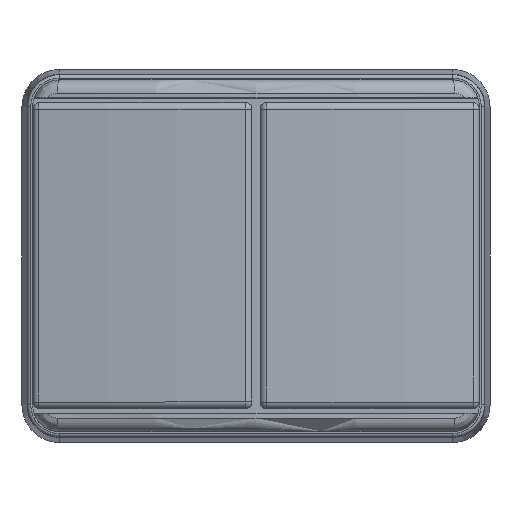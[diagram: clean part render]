
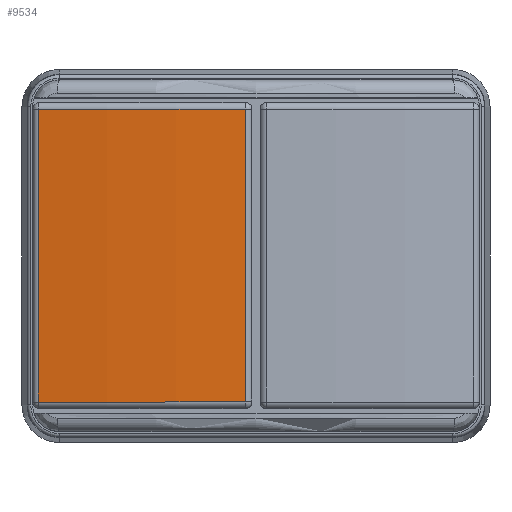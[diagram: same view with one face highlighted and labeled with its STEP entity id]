
A CAD part, top view. The second image highlights one B-rep face of the part: STEP entity #9534.
In plain terms, the highlighted cylindrical face has radius 96.757 mm (diameter 193.514 mm), a partial arc.
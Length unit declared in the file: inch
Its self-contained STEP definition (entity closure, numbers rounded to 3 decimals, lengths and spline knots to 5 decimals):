
#769=FACE_OUTER_BOUND('',#1310,.T.);
#1310=EDGE_LOOP('',(#6992,#6993,#6994,#6995));
#1913=LINE('',#13496,#3026);
#1921=LINE('',#13523,#3034);
#3026=VECTOR('',#11148,0.3937);
#3034=VECTOR('',#11182,0.3937);
#4094=CIRCLE('',#10175,3.80934);
#4097=CIRCLE('',#10180,3.80934);
#4309=VERTEX_POINT('',#13470);
#4311=VERTEX_POINT('',#13475);
#4315=VERTEX_POINT('',#13484);
#4317=VERTEX_POINT('',#13489);
#5324=EDGE_CURVE('',#4317,#4315,#1913,.T.);
#5326=EDGE_CURVE('',#4311,#4317,#4094,.T.);
#5331=EDGE_CURVE('',#4315,#4309,#4097,.T.);
#5339=EDGE_CURVE('',#4309,#4311,#1921,.T.);
#6992=ORIENTED_EDGE('',*,*,#5324,.F.);
#6993=ORIENTED_EDGE('',*,*,#5326,.F.);
#6994=ORIENTED_EDGE('',*,*,#5339,.F.);
#6995=ORIENTED_EDGE('',*,*,#5331,.F.);
#9392=CYLINDRICAL_SURFACE('',#10191,3.80934);
#9534=ADVANCED_FACE('',(#769),#9392,.T.);
#10175=AXIS2_PLACEMENT_3D('',#13499,#11153,#11154);
#10180=AXIS2_PLACEMENT_3D('',#13508,#11165,#11166);
#10191=AXIS2_PLACEMENT_3D('',#13537,#11199,#11200);
#11148=DIRECTION('',(0.,1.,0.));
#11153=DIRECTION('center_axis',(0.,-1.,0.));
#11154=DIRECTION('ref_axis',(-0.085,0.,0.996));
#11165=DIRECTION('center_axis',(0.,1.,0.));
#11166=DIRECTION('ref_axis',(-0.085,0.,0.996));
#11182=DIRECTION('',(0.,-1.,0.));
#11199=DIRECTION('center_axis',(0.,1.,0.));
#11200=DIRECTION('ref_axis',(-0.169,0.,0.986));
#13470=CARTESIAN_POINT('',(-0.0316,0.4311,1.39759));
#13475=CARTESIAN_POINT('',(-0.0316,-0.4311,1.39759));
#13484=CARTESIAN_POINT('',(-0.64105,0.4311,1.34531));
#13489=CARTESIAN_POINT('',(-0.64105,-0.4311,1.34531));
#13496=CARTESIAN_POINT('',(-0.64105,0.,1.34531));
#13499=CARTESIAN_POINT('Origin',(-0.01181,-0.4311,
-2.4117));
#13508=CARTESIAN_POINT('Origin',(-0.01181,0.4311,
-2.4117));
#13523=CARTESIAN_POINT('',(-0.0316,0.,1.39759));
#13537=CARTESIAN_POINT('Origin',(-0.01181,0.,
-2.4117));
